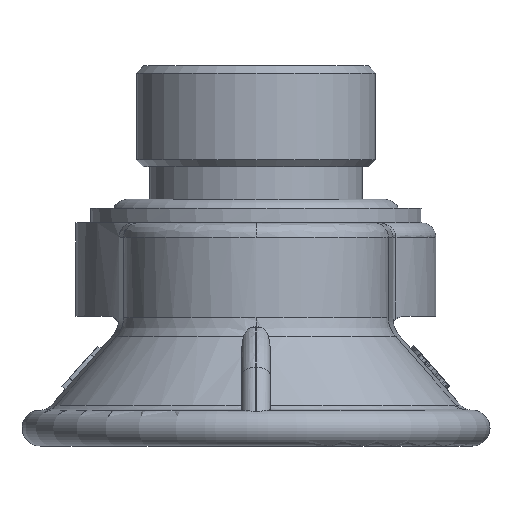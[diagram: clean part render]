
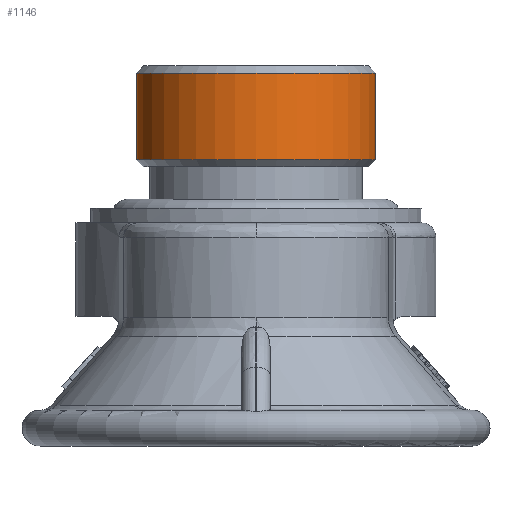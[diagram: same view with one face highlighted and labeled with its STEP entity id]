
A CAD part, left-side view. The second image highlights one B-rep face of the part: STEP entity #1146.
In plain terms, the highlighted cylindrical face has radius 8.33 mm (diameter 16.66 mm), a full revolution.
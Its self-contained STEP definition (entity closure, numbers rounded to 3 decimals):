
#1146 = ADVANCED_FACE( '', ( #2424, #2425 ), #2426, .T. );
#2424 = FACE_OUTER_BOUND( '', #9624, .T. );
#2425 = FACE_OUTER_BOUND( '', #9625, .T. );
#2426 = CYLINDRICAL_SURFACE( '', #9626, 8.33 );
#9624 = EDGE_LOOP( '', ( #13929 ) );
#9625 = EDGE_LOOP( '', ( #13930 ) );
#9626 = AXIS2_PLACEMENT_3D( '', #13931, #13932, #13933 );
#13929 = ORIENTED_EDGE( '', *, *, #15660, .T. );
#13930 = ORIENTED_EDGE( '', *, *, #15611, .T. );
#13931 = CARTESIAN_POINT( '', ( 0., 0., 20.85 ) );
#13932 = DIRECTION( '', ( 0., 0., -1. ) );
#13933 = DIRECTION( '', ( 1., 0., 0. ) );
#15611 = EDGE_CURVE( '', #17710, #17710, #17711, .T. );
#15660 = EDGE_CURVE( '', #17774, #17774, #17775, .T. );
#17710 = VERTEX_POINT( '', #23424 );
#17711 = CIRCLE( '', #23425, 8.33 );
#17774 = VERTEX_POINT( '', #23572 );
#17775 = CIRCLE( '', #23573, 8.33 );
#23424 = CARTESIAN_POINT( '', ( -8.33, 0., 25.9 ) );
#23425 = AXIS2_PLACEMENT_3D( '', #25797, #25798, #25799 );
#23572 = CARTESIAN_POINT( '', ( 8.33, 0., 19.9 ) );
#23573 = AXIS2_PLACEMENT_3D( '', #25827, #25828, #25829 );
#25797 = CARTESIAN_POINT( '', ( 0., 0., 25.9 ) );
#25798 = DIRECTION( '', ( 0., 0., -1. ) );
#25799 = DIRECTION( '', ( -1., 0., 0. ) );
#25827 = CARTESIAN_POINT( '', ( 0., 0., 19.9 ) );
#25828 = DIRECTION( '', ( 0., 0., 1. ) );
#25829 = DIRECTION( '', ( 1., 0., 0. ) );
